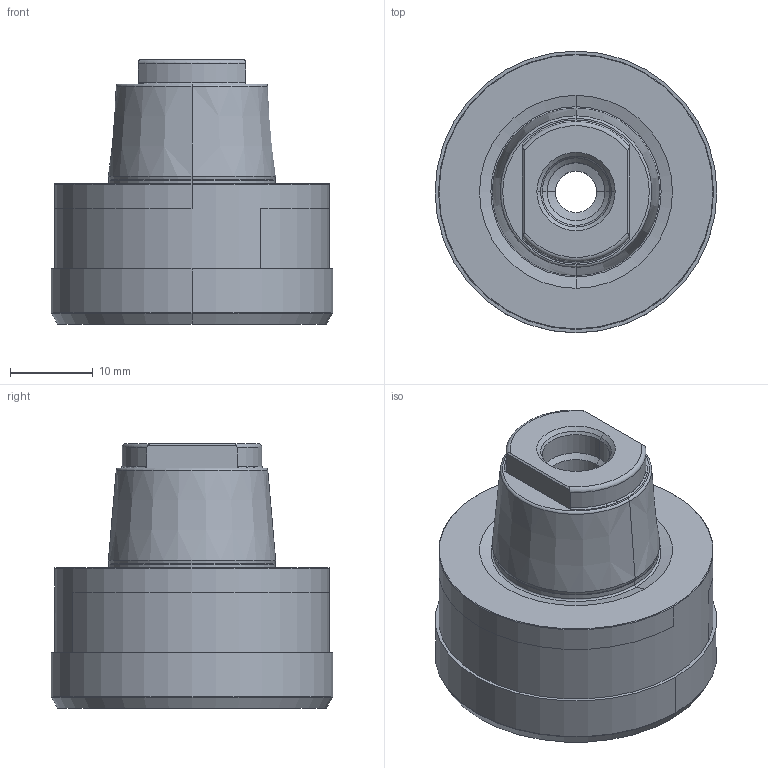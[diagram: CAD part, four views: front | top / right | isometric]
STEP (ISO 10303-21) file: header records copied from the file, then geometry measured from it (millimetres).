
FILE_DESCRIPTION((''),'2;1');
FILE_NAME('DEX','2022-08-02T12:58:24',('weissd'),(''),'CREO PARAMETRIC BY PTC INC, 2021184','CREO PARAMETRIC BY PTC INC, 2021184','');
FILE_SCHEMA(('AP242_MANAGED_MODEL_BASED_3D_ENGINEERING_MIM_LF { 1 0 10303 442 1 1 4 }'));
Length unit declared in the file: millimetre
Products named in the file (1): DEX
Bounding box: 34.02 x 34.02 x 31.95 mm (x, y, z)
Volume: 17680.2 mm3; surface area: 4982.7 mm2
Topology: 1 solids, 1 shells, 62 faces, 144 edges, 87 vertices
Faces by surface type: cone 24, cylinder 16, torus 12, plane 10
Entity records: 2563 total; most frequent: CARTESIAN_POINT 492, DIRECTION 344, ORIENTED_EDGE 278, PRESENTATION_STYLE_ASSIGNMENT 152, STYLED_ITEM 146, AXIS2_PLACEMENT_3D 145, CURVE_STYLE 145, EDGE_CURVE 139
